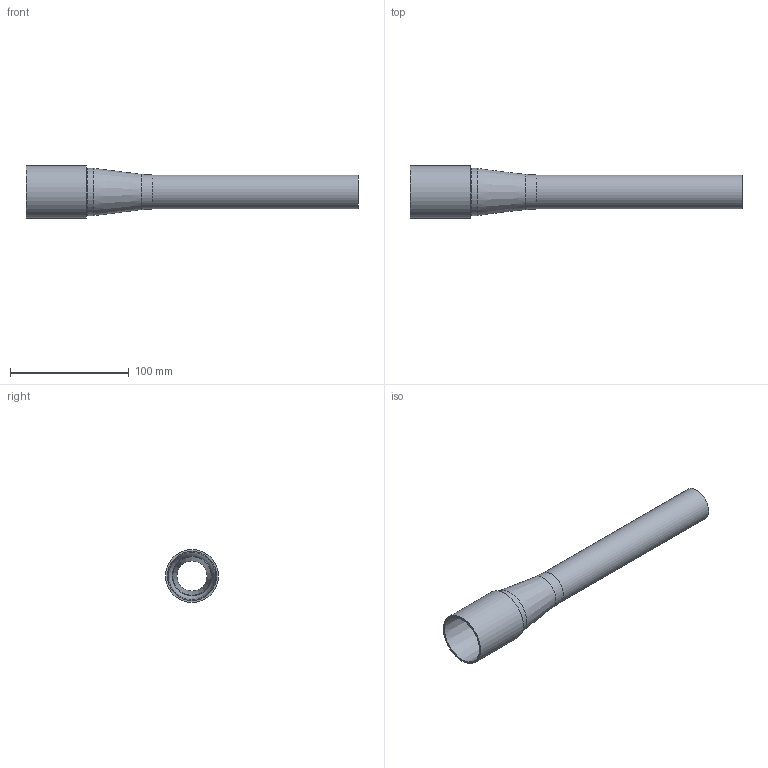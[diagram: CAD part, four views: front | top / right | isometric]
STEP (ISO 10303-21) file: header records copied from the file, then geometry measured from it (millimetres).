
FILE_DESCRIPTION (( 'STEP AP214' ), '1' );
FILE_NAME ('MS2009.STEP', '2013-10-16T18:20:54', ( '' ), ( '' ), 'SwSTEP 2.0', 'SolidWorks 2012', '' );
FILE_SCHEMA (( 'AUTOMOTIVE_DESIGN' ));
Length unit declared in the file: inch
Products named in the file (1): MS2009
Bounding box: 279.4 x 44.45 x 44.45 mm (x, y, z)
Volume: 52363.6 mm3; surface area: 54700.3 mm2
Topology: 1 solids, 1 shells, 15 faces, 27 edges, 15 vertices
Faces by surface type: cylinder 5, torus 4, cone 3, plane 3
Full cylindrical faces by diameter (mm): 25.4 x1, 28.575 x1, 33.452 x1, 39.802 x1, 44.45 x1
Entity records: 348 total; most frequent: DIRECTION 62, CARTESIAN_POINT 46, AXIS2_PLACEMENT_3D 31, EDGE_LOOP 30, ORIENTED_EDGE 30, FACE_OUTER_BOUND 24, ADVANCED_FACE 15, VERTEX_POINT 15
